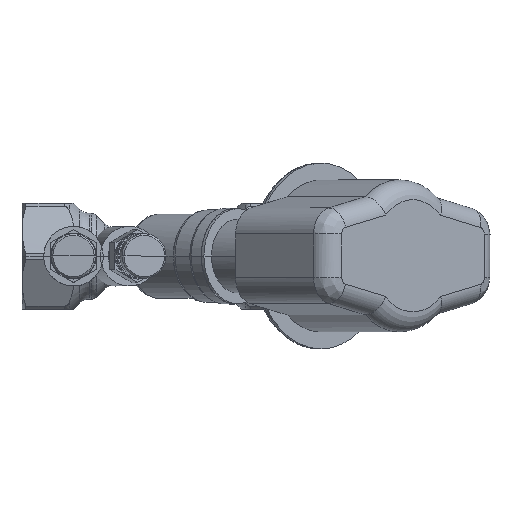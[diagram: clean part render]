
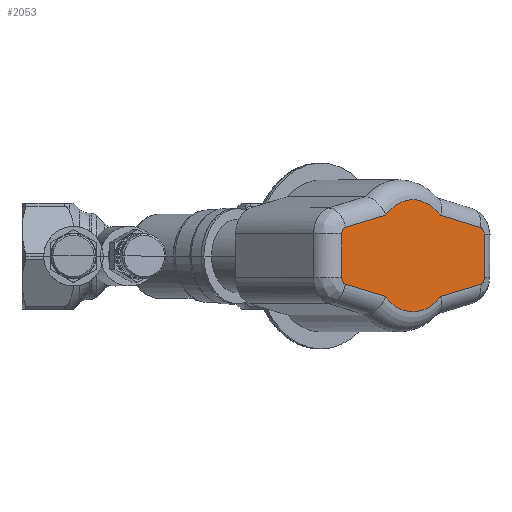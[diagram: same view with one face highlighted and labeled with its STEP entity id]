
A CAD part, top view. The second image highlights one B-rep face of the part: STEP entity #2053.
In plain terms, the highlighted planar face has unit normal (0.707, 0, 0.707).
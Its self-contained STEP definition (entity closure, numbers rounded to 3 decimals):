
#1646=CARTESIAN_POINT('Vertex',(94.484,-12.312,89.163)) ;
#1649=CARTESIAN_POINT('Line Origine',(82.322,-8.598,101.324)) ;
#1653=CARTESIAN_POINT('Vertex',(82.322,-8.598,101.324)) ;
#1686=CARTESIAN_POINT('Control Point',(81.207,-6.643,102.44)) ;
#1687=CARTESIAN_POINT('Control Point',(81.207,-7.626,102.44)) ;
#1688=CARTESIAN_POINT('Control Point',(81.643,-8.391,102.004)) ;
#1689=CARTESIAN_POINT('Control Point',(82.322,-8.598,101.324)) ;
#1690=CARTESIAN_POINT('Vertex',(81.207,-6.643,102.44)) ;
#1711=CARTESIAN_POINT('Line Origine',(81.207,6.643,102.44)) ;
#1715=CARTESIAN_POINT('Vertex',(81.207,6.643,102.44)) ;
#1748=CARTESIAN_POINT('Control Point',(82.322,8.598,101.324)) ;
#1749=CARTESIAN_POINT('Control Point',(81.643,8.391,102.004)) ;
#1750=CARTESIAN_POINT('Control Point',(81.207,7.626,102.44)) ;
#1751=CARTESIAN_POINT('Control Point',(81.207,6.643,102.44)) ;
#1752=CARTESIAN_POINT('Vertex',(82.322,8.598,101.324)) ;
#1773=CARTESIAN_POINT('Line Origine',(93.412,11.984,90.235)) ;
#1777=CARTESIAN_POINT('Vertex',(94.484,12.312,89.163)) ;
#1800=CARTESIAN_POINT('Axis2P3D Location',(102.773,0.,80.873)) ;
#1804=CARTESIAN_POINT('Vertex',(111.063,12.312,72.584)) ;
#1828=CARTESIAN_POINT('Line Origine',(123.224,8.598,60.422)) ;
#1832=CARTESIAN_POINT('Vertex',(123.224,8.598,60.422)) ;
#1865=CARTESIAN_POINT('Control Point',(124.34,6.643,59.307)) ;
#1866=CARTESIAN_POINT('Control Point',(124.34,7.626,59.307)) ;
#1867=CARTESIAN_POINT('Control Point',(123.904,8.391,59.743)) ;
#1868=CARTESIAN_POINT('Control Point',(123.224,8.598,60.422)) ;
#1869=CARTESIAN_POINT('Vertex',(124.34,6.643,59.307)) ;
#1897=CARTESIAN_POINT('Line Origine',(124.34,-6.643,59.307)) ;
#1901=CARTESIAN_POINT('Vertex',(124.34,-6.643,59.307)) ;
#1934=CARTESIAN_POINT('Control Point',(123.224,-8.598,60.422)) ;
#1935=CARTESIAN_POINT('Control Point',(123.904,-8.391,59.743)) ;
#1936=CARTESIAN_POINT('Control Point',(124.34,-7.626,59.307)) ;
#1937=CARTESIAN_POINT('Control Point',(124.34,-6.643,59.307)) ;
#1938=CARTESIAN_POINT('Vertex',(123.224,-8.598,60.422)) ;
#1994=CARTESIAN_POINT('Line Origine',(112.135,-11.984,71.512)) ;
#1998=CARTESIAN_POINT('Vertex',(111.063,-12.312,72.584)) ;
#2021=CARTESIAN_POINT('Axis2P3D Location',(102.773,0.,80.873)) ;
#2034=CARTESIAN_POINT('Axis2P3D Location',(128.583,-13.1,55.064)) ;
#1651=VECTOR('Line Direction',#1650,1.) ;
#1713=VECTOR('Line Direction',#1712,1.) ;
#1775=VECTOR('Line Direction',#1774,1.) ;
#1830=VECTOR('Line Direction',#1829,1.) ;
#1899=VECTOR('Line Direction',#1898,1.) ;
#1996=VECTOR('Line Direction',#1995,1.) ;
#1650=DIRECTION('Vector Direction',(0.691,-0.211,-0.691)) ;
#1712=DIRECTION('Vector Direction',(0.,-1.,0.)) ;
#1774=DIRECTION('Vector Direction',(-0.691,-0.211,0.691)) ;
#1801=DIRECTION('Axis2P3D Direction',(0.707,0.,0.707)) ;
#1829=DIRECTION('Vector Direction',(-0.691,0.211,0.691)) ;
#1898=DIRECTION('Vector Direction',(0.,1.,0.)) ;
#1995=DIRECTION('Vector Direction',(0.691,0.211,-0.691)) ;
#2022=DIRECTION('Axis2P3D Direction',(0.707,0.,0.707)) ;
#2035=DIRECTION('Axis2P3D Direction',(0.707,0.,0.707)) ;
#2036=DIRECTION('Axis2P3D XDirection',(0.691,0.211,-0.691)) ;
#1802=AXIS2_PLACEMENT_3D('Circle Axis2P3D',#1800,#1801,$) ;
#2023=AXIS2_PLACEMENT_3D('Circle Axis2P3D',#2021,#2022,$) ;
#2037=AXIS2_PLACEMENT_3D('Plane Axis2P3D',#2034,#2035,#2036) ;
#1652=LINE('Line',#1649,#1651) ;
#1714=LINE('Line',#1711,#1713) ;
#1776=LINE('Line',#1773,#1775) ;
#1831=LINE('Line',#1828,#1830) ;
#1900=LINE('Line',#1897,#1899) ;
#1997=LINE('Line',#1994,#1996) ;
#1803=CIRCLE('generated circle',#1802,17.) ;
#2024=CIRCLE('generated circle',#2023,17.) ;
#2038=PLANE('',#2037) ;
#1655=EDGE_CURVE('',#1654,#1647,#1652,.T.) ;
#1692=EDGE_CURVE('',#1691,#1654,#1685,.T.) ;
#1717=EDGE_CURVE('',#1716,#1691,#1714,.T.) ;
#1754=EDGE_CURVE('',#1753,#1716,#1747,.T.) ;
#1779=EDGE_CURVE('',#1753,#1778,#1776,.F.) ;
#1806=EDGE_CURVE('',#1805,#1778,#1803,.T.) ;
#1834=EDGE_CURVE('',#1833,#1805,#1831,.T.) ;
#1871=EDGE_CURVE('',#1870,#1833,#1864,.T.) ;
#1903=EDGE_CURVE('',#1902,#1870,#1900,.T.) ;
#1940=EDGE_CURVE('',#1939,#1902,#1933,.T.) ;
#2000=EDGE_CURVE('',#1939,#1999,#1997,.F.) ;
#2025=EDGE_CURVE('',#1647,#1999,#2024,.T.) ;
#2040=ORIENTED_EDGE('',*,*,#1903,.T.) ;
#2041=ORIENTED_EDGE('',*,*,#1871,.T.) ;
#2042=ORIENTED_EDGE('',*,*,#1834,.T.) ;
#2043=ORIENTED_EDGE('',*,*,#1806,.T.) ;
#2044=ORIENTED_EDGE('',*,*,#1779,.F.) ;
#2045=ORIENTED_EDGE('',*,*,#1754,.T.) ;
#2046=ORIENTED_EDGE('',*,*,#1717,.T.) ;
#2047=ORIENTED_EDGE('',*,*,#1692,.T.) ;
#2048=ORIENTED_EDGE('',*,*,#1655,.T.) ;
#2049=ORIENTED_EDGE('',*,*,#2025,.T.) ;
#2050=ORIENTED_EDGE('',*,*,#2000,.F.) ;
#2051=ORIENTED_EDGE('',*,*,#1940,.T.) ;
#2039=EDGE_LOOP('',(#2040,#2041,#2042,#2043,#2044,#2045,#2046,#2047,#2048,#2049,#2050,#2051)) ;
#1647=VERTEX_POINT('',#1646) ;
#1654=VERTEX_POINT('',#1653) ;
#1691=VERTEX_POINT('',#1690) ;
#1716=VERTEX_POINT('',#1715) ;
#1753=VERTEX_POINT('',#1752) ;
#1778=VERTEX_POINT('',#1777) ;
#1805=VERTEX_POINT('',#1804) ;
#1833=VERTEX_POINT('',#1832) ;
#1870=VERTEX_POINT('',#1869) ;
#1902=VERTEX_POINT('',#1901) ;
#1939=VERTEX_POINT('',#1938) ;
#1999=VERTEX_POINT('',#1998) ;
#2053=ADVANCED_FACE('balancingvalve_caleffi_130dn2_1.1\\PartBody',(#2052),#2038,.T.) ;
#2052=FACE_OUTER_BOUND('',#2039,.T.) ;
#1685=(BOUNDED_CURVE()B_SPLINE_CURVE(3,(#1686,#1687,#1688,#1689),.UNSPECIFIED.,.F.,.U.)B_SPLINE_CURVE_WITH_KNOTS((4,4),(0.251,0.749),.UNSPECIFIED.)CURVE()GEOMETRIC_REPRESENTATION_ITEM()RATIONAL_B_SPLINE_CURVE((1.318,1.123,1.123,1.318))REPRESENTATION_ITEM('')) ;
#1747=(BOUNDED_CURVE()B_SPLINE_CURVE(3,(#1748,#1749,#1750,#1751),.UNSPECIFIED.,.F.,.U.)B_SPLINE_CURVE_WITH_KNOTS((4,4),(0.251,0.749),.UNSPECIFIED.)CURVE()GEOMETRIC_REPRESENTATION_ITEM()RATIONAL_B_SPLINE_CURVE((1.318,1.123,1.123,1.318))REPRESENTATION_ITEM('')) ;
#1864=(BOUNDED_CURVE()B_SPLINE_CURVE(3,(#1865,#1866,#1867,#1868),.UNSPECIFIED.,.F.,.U.)B_SPLINE_CURVE_WITH_KNOTS((4,4),(0.251,0.749),.UNSPECIFIED.)CURVE()GEOMETRIC_REPRESENTATION_ITEM()RATIONAL_B_SPLINE_CURVE((1.318,1.123,1.123,1.318))REPRESENTATION_ITEM('')) ;
#1933=(BOUNDED_CURVE()B_SPLINE_CURVE(3,(#1934,#1935,#1936,#1937),.UNSPECIFIED.,.F.,.U.)B_SPLINE_CURVE_WITH_KNOTS((4,4),(0.251,0.749),.UNSPECIFIED.)CURVE()GEOMETRIC_REPRESENTATION_ITEM()RATIONAL_B_SPLINE_CURVE((1.318,1.123,1.123,1.318))REPRESENTATION_ITEM('')) ;
